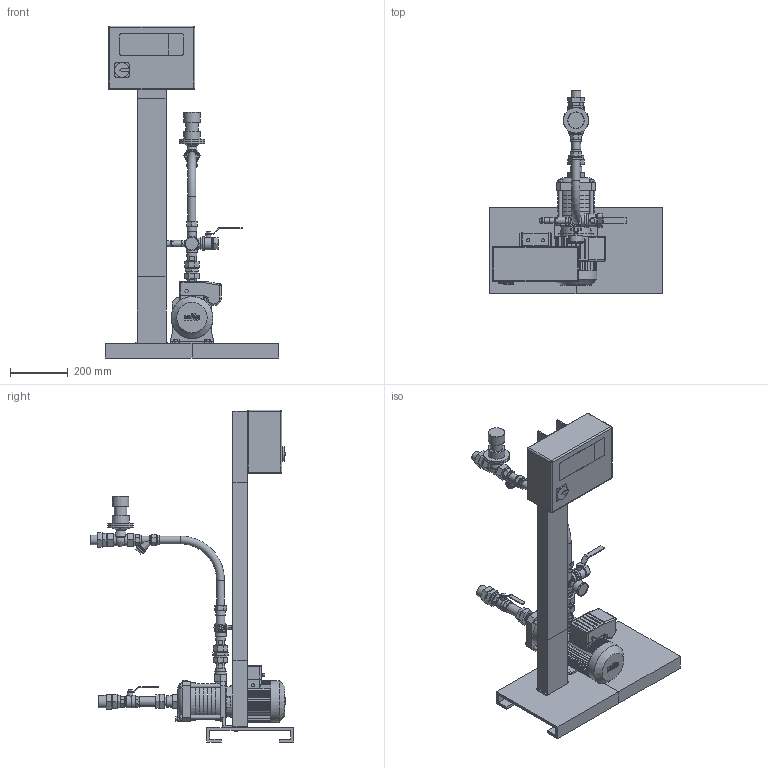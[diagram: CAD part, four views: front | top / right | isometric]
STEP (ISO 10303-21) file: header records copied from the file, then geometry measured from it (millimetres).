
FILE_DESCRIPTION(/* description */ (''),/* implementation_level */ '2;1');
FILE_NAME(/* name */ '3d_WEH-1-305-M_CE-4157253.stp',/* time_stamp */ '2020-11-04T13:31:05+01:00',/* author */ ('Andrzej'),/* organization */ (''),/* preprocessor_version */ 'ST-DEVELOPER v16.13',/* originating_system */ 'AutoCAD Mechanical',/* authorisation */ '');
FILE_SCHEMA (('AUTOMOTIVE_DESIGN { 1 0 10303 214 3 1 1 }'));
Length unit declared in the file: millimetre
Products named in the file (1): Product
Bounding box: 600 x 703.25 x 1150 mm (x, y, z)
Volume: 20368974.2 mm3; surface area: 2396649.2 mm2
Topology: 54 solids, 54 shells, 1225 faces, 2963 edges, 1899 vertices
Faces by surface type: plane 805, cylinder 314, bspline 37, cone 31, sphere 28, torus 10
Full cylindrical faces by diameter (mm): 10 x1, 11 x5, 11.8 x1, 12 x4, 12.8 x1, 13.454 x4, 14 x1, 15 x5, 15.7 x1, 17 x1, 17.2 x1, 18 x2, 18.1 x1, 18.8 x1, 19.2 x1, 20 x2, 22.8 x2, 26.9 x2, 27.3 x1, 29.7 x1, 30 x1, 32.4 x2, 33.7 x10, 34 x1, 34.8 x1, 36.4 x1, 38 x1, 38.1 x1, 39.4 x2, 39.7 x2
Entity records: 35644 total; most frequent: CARTESIAN_POINT 7535, DIRECTION 5773, ORIENTED_EDGE 5540, EDGE_CURVE 2770, AXIS2_PLACEMENT_3D 1925, LINE 1923, VECTOR 1923, VERTEX_POINT 1856
